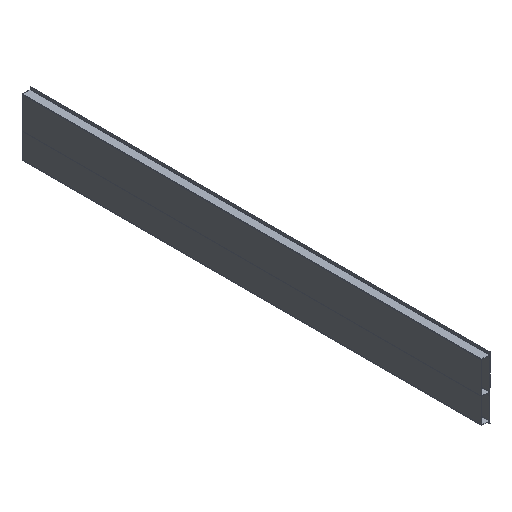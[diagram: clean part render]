
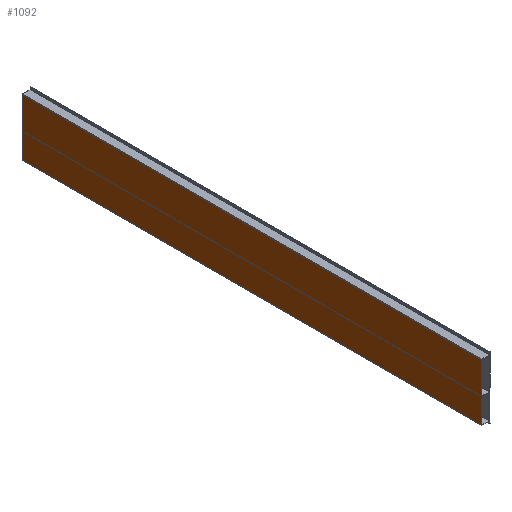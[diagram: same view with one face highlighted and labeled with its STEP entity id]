
A CAD part, isometric view. The second image highlights one B-rep face of the part: STEP entity #1092.
In plain terms, the highlighted face is planar.
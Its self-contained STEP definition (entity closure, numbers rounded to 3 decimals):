
#19 = DIRECTION ( 'NONE',  ( 0., 0., -1. ) ) ;
#139 = CARTESIAN_POINT ( 'NONE',  ( -123., 36., 1000. ) ) ;
#159 = CARTESIAN_POINT ( 'NONE',  ( 123., 36., 1000. ) ) ;
#190 = PLANE ( 'NONE',  #1620 ) ;
#197 = LINE ( 'NONE', #822, #901 ) ;
#199 = CARTESIAN_POINT ( 'NONE',  ( 123., 36., 1000. ) ) ;
#275 = DIRECTION ( 'NONE',  ( 0., 0., -1. ) ) ;
#401 = ORIENTED_EDGE ( 'NONE', *, *, #1504, .T. ) ;
#421 = VECTOR ( 'NONE', #19, 1000. ) ;
#495 = VECTOR ( 'NONE', #1047, 1000. ) ;
#588 = ORIENTED_EDGE ( 'NONE', *, *, #790, .F. ) ;
#591 = VECTOR ( 'NONE', #275, 1000. ) ;
#672 = EDGE_LOOP ( 'NONE', ( #1516, #588, #401, #1645 ) ) ;
#676 = VERTEX_POINT ( 'NONE', #971 ) ;
#752 = LINE ( 'NONE', #1333, #591 ) ;
#790 = EDGE_CURVE ( 'NONE', #1226, #676, #752, .T. ) ;
#815 = CARTESIAN_POINT ( 'NONE',  ( -125., 36., 1000. ) ) ;
#821 = EDGE_CURVE ( 'NONE', #676, #1718, #1446, .T. ) ;
#822 = CARTESIAN_POINT ( 'NONE',  ( 125., 36., 1000. ) ) ;
#901 = VECTOR ( 'NONE', #1442, 1000. ) ;
#953 = DIRECTION ( 'NONE',  ( 0., 1., 0. ) ) ;
#971 = CARTESIAN_POINT ( 'NONE',  ( -123., 36., -1000. ) ) ;
#1037 = EDGE_CURVE ( 'NONE', #1678, #1718, #1310, .T. ) ;
#1047 = DIRECTION ( 'NONE',  ( 1., 0., 0. ) ) ;
#1056 = CARTESIAN_POINT ( 'NONE',  ( -125., 36., -1000. ) ) ;
#1092 = ADVANCED_FACE ( 'NONE', ( #1596 ), #190, .T. ) ;
#1226 = VERTEX_POINT ( 'NONE', #139 ) ;
#1310 = LINE ( 'NONE', #199, #421 ) ;
#1333 = CARTESIAN_POINT ( 'NONE',  ( -123., 36., 1000. ) ) ;
#1401 = CARTESIAN_POINT ( 'NONE',  ( 123., 36., -1000. ) ) ;
#1442 = DIRECTION ( 'NONE',  ( 1., 0., 0. ) ) ;
#1446 = LINE ( 'NONE', #1056, #495 ) ;
#1504 = EDGE_CURVE ( 'NONE', #1226, #1678, #197, .T. ) ;
#1516 = ORIENTED_EDGE ( 'NONE', *, *, #821, .F. ) ;
#1596 = FACE_OUTER_BOUND ( 'NONE', #672, .T. ) ;
#1620 = AXIS2_PLACEMENT_3D ( 'NONE', #815, #953, #1899 ) ;
#1645 = ORIENTED_EDGE ( 'NONE', *, *, #1037, .T. ) ;
#1678 = VERTEX_POINT ( 'NONE', #159 ) ;
#1718 = VERTEX_POINT ( 'NONE', #1401 ) ;
#1899 = DIRECTION ( 'NONE',  ( 0., 0., 1. ) ) ;
